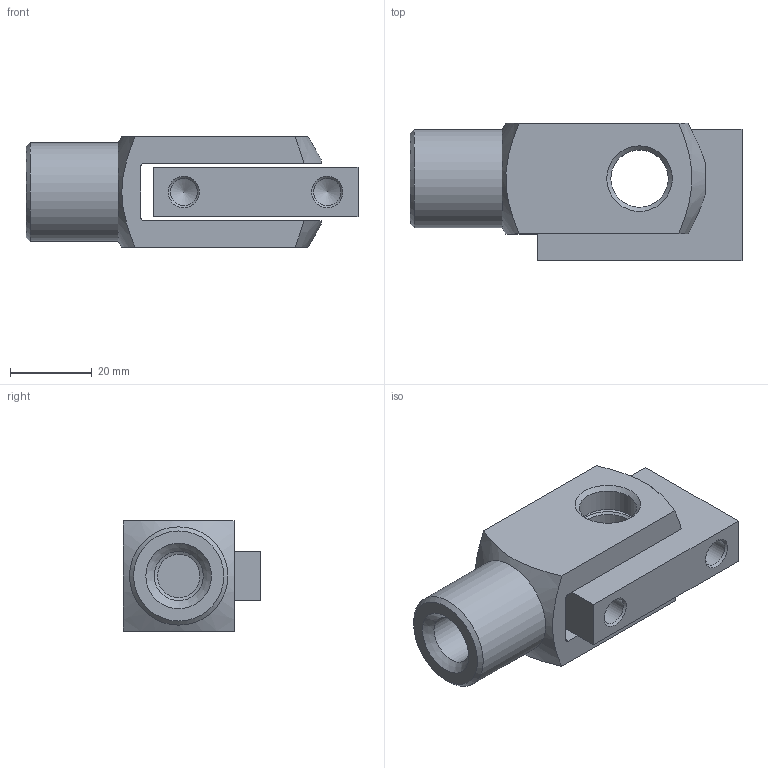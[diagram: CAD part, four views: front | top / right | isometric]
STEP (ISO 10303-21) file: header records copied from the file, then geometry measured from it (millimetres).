
FILE_DESCRIPTION(('FreeCAD Model'),'2;1');
FILE_NAME('GA56-BG01.stp', '2021-08-23T16:36:49',('Author'),(''), 'Open CASCADE STEP processor 7.3','FreeCAD','Unknown');
FILE_SCHEMA(('AUTOMOTIVE_DESIGN { 1 0 10303 214 1 1 1 1 }'));
Length unit declared in the file: millimetre
Products named in the file (2): ENG-003469; RD-00000167-1
Bounding box: 81 x 33.5 x 27 mm (x, y, z)
Volume: 39377.7 mm3; surface area: 15620 mm2
Topology: 2 solids, 2 shells, 41 faces, 110 edges, 73 vertices
Faces by surface type: plane 15, cone 14, cylinder 8, bspline 4
Full cylindrical faces by diameter (mm): 6.647 x2, 12 x1, 14 x3, 24 x1
Entity records: 4496 total; most frequent: CARTESIAN_POINT 2506, DIRECTION 310, ORIENTED_EDGE 216, PCURVE 216, DEFINITIONAL_REPRESENTATION 216, LINE 137, VECTOR 137, EDGE_CURVE 108
